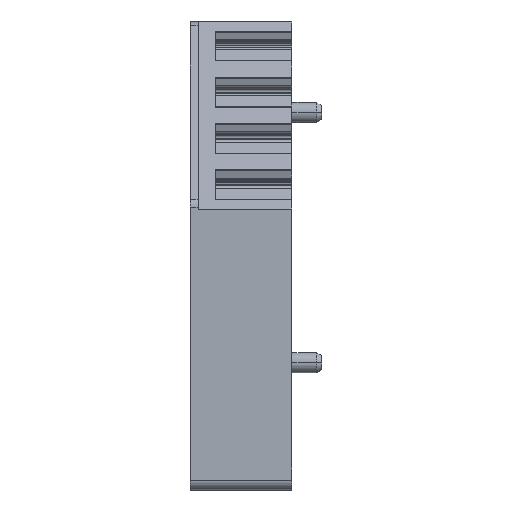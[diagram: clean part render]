
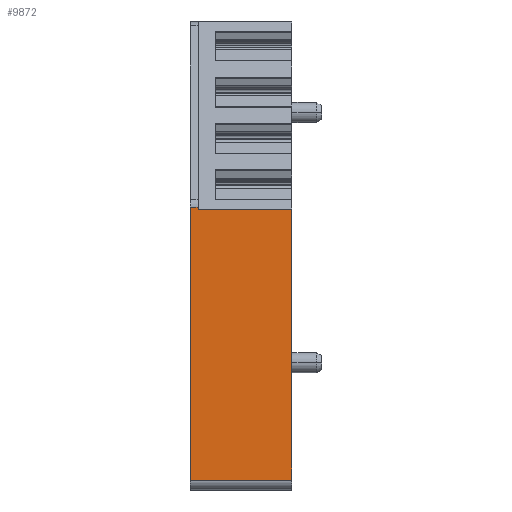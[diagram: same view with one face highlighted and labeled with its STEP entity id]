
A CAD part, front view. The second image highlights one B-rep face of the part: STEP entity #9872.
In plain terms, the highlighted planar face has unit normal (0, -1, 0).
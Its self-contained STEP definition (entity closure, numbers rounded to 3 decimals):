
#9845=AXIS2_PLACEMENT_3D('Plane Axis2P3D',#9842,#9843,#9844) ;
#1718=CARTESIAN_POINT('Vertex',(10.2,0.,28.215)) ;
#1721=CARTESIAN_POINT('Line Origine',(10.2,0.,14.607)) ;
#1725=CARTESIAN_POINT('Vertex',(10.2,0.,1.)) ;
#3447=CARTESIAN_POINT('Vertex',(0.,0.,1.)) ;
#3450=CARTESIAN_POINT('Line Origine',(0.,0.,14.699)) ;
#3454=CARTESIAN_POINT('Vertex',(0.,0.,28.397)) ;
#7589=CARTESIAN_POINT('Vertex',(0.8,0.,28.215)) ;
#7592=CARTESIAN_POINT('Line Origine',(5.5,0.,28.215)) ;
#9842=CARTESIAN_POINT('Axis2P3D Location',(0.,0.,10.6)) ;
#9847=CARTESIAN_POINT('Line Origine',(5.1,0.,1.)) ;
#9852=CARTESIAN_POINT('Line Origine',(0.8,0.,28.306)) ;
#9856=CARTESIAN_POINT('Vertex',(0.8,0.,28.397)) ;
#9859=CARTESIAN_POINT('Line Origine',(0.4,0.,28.397)) ;
#1722=DIRECTION('Vector Direction',(0.,0.,1.)) ;
#3451=DIRECTION('Vector Direction',(0.,0.,1.)) ;
#7593=DIRECTION('Vector Direction',(1.,0.,0.)) ;
#9843=DIRECTION('Axis2P3D Direction',(0.,1.,0.)) ;
#9844=DIRECTION('Axis2P3D XDirection',(0.,0.,1.)) ;
#9848=DIRECTION('Vector Direction',(1.,0.,0.)) ;
#9853=DIRECTION('Vector Direction',(0.,0.,1.)) ;
#9860=DIRECTION('Vector Direction',(1.,0.,0.)) ;
#1723=VECTOR('Line Direction',#1722,1.) ;
#3452=VECTOR('Line Direction',#3451,1.) ;
#7594=VECTOR('Line Direction',#7593,1.) ;
#9849=VECTOR('Line Direction',#9848,1.) ;
#9854=VECTOR('Line Direction',#9853,1.) ;
#9861=VECTOR('Line Direction',#9860,1.) ;
#9865=ORIENTED_EDGE('',*,*,#9851,.F.) ;
#9866=ORIENTED_EDGE('',*,*,#1727,.T.) ;
#9867=ORIENTED_EDGE('',*,*,#7596,.F.) ;
#9868=ORIENTED_EDGE('',*,*,#9858,.T.) ;
#9869=ORIENTED_EDGE('',*,*,#9863,.F.) ;
#9870=ORIENTED_EDGE('',*,*,#3456,.F.) ;
#9872=ADVANCED_FACE('BZT_PRV4-35X7.5',(#9871),#9846,.F.) ;
#1727=EDGE_CURVE('',#1726,#1719,#1724,.T.) ;
#3456=EDGE_CURVE('',#3448,#3455,#3453,.T.) ;
#7596=EDGE_CURVE('',#7590,#1719,#7595,.T.) ;
#9851=EDGE_CURVE('',#1726,#3448,#9850,.F.) ;
#9858=EDGE_CURVE('',#7590,#9857,#9855,.T.) ;
#9863=EDGE_CURVE('',#3455,#9857,#9862,.T.) ;
#9864=EDGE_LOOP('',(#9865,#9866,#9867,#9868,#9869,#9870)) ;
#9871=FACE_OUTER_BOUND('',#9864,.T.) ;
#1724=LINE('Line',#1721,#1723) ;
#3453=LINE('Line',#3450,#3452) ;
#7595=LINE('Line',#7592,#7594) ;
#9850=LINE('Line',#9847,#9849) ;
#9855=LINE('Line',#9852,#9854) ;
#9862=LINE('Line',#9859,#9861) ;
#9846=PLANE('',#9845) ;
#1719=VERTEX_POINT('',#1718) ;
#1726=VERTEX_POINT('',#1725) ;
#3448=VERTEX_POINT('',#3447) ;
#3455=VERTEX_POINT('',#3454) ;
#7590=VERTEX_POINT('',#7589) ;
#9857=VERTEX_POINT('',#9856) ;
